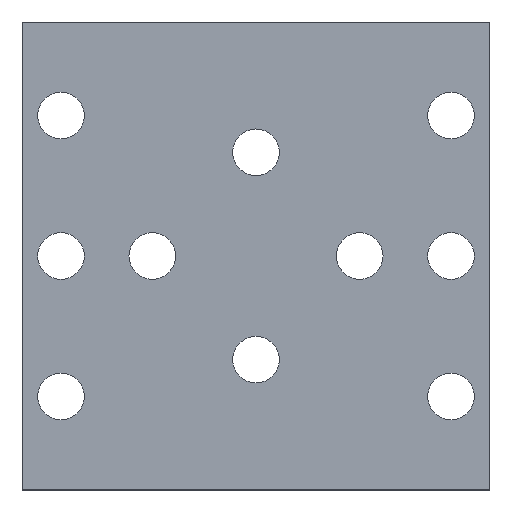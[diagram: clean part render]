
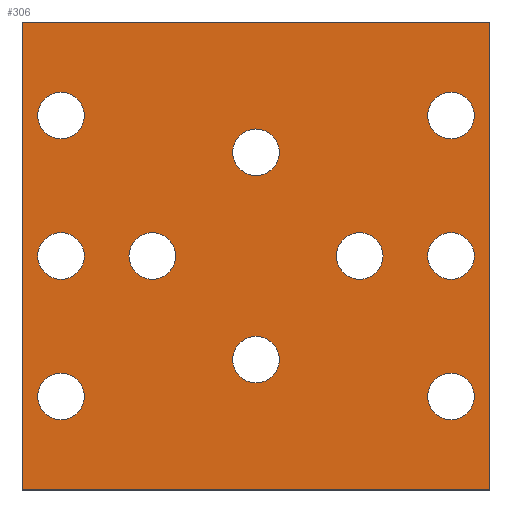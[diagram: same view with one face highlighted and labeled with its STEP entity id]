
A CAD part, top view. The second image highlights one B-rep face of the part: STEP entity #306.
In plain terms, the highlighted planar face has unit normal (0, 0, 1).
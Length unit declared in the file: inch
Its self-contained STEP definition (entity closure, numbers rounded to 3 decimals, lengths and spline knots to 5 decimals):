
#17=LINE('',#489,#29);
#20=LINE('',#495,#32);
#23=LINE('',#501,#35);
#26=LINE('',#505,#38);
#29=VECTOR('',#411,1.5);
#32=VECTOR('',#416,1.5);
#35=VECTOR('',#421,1.5);
#38=VECTOR('',#426,1.5);
#44=PLANE('',#344);
#65=FACE_BOUND('',#127,.T.);
#66=FACE_BOUND('',#128,.T.);
#67=FACE_BOUND('',#129,.T.);
#68=FACE_BOUND('',#130,.T.);
#69=FACE_BOUND('',#131,.T.);
#70=FACE_BOUND('',#132,.T.);
#71=FACE_BOUND('',#133,.T.);
#72=FACE_BOUND('',#134,.T.);
#73=FACE_BOUND('',#135,.T.);
#74=FACE_BOUND('',#136,.T.);
#90=FACE_OUTER_BOUND('',#126,.T.);
#126=EDGE_LOOP('',(#267,#268,#269,#270));
#127=EDGE_LOOP('',(#271));
#128=EDGE_LOOP('',(#272));
#129=EDGE_LOOP('',(#273));
#130=EDGE_LOOP('',(#274));
#131=EDGE_LOOP('',(#275));
#132=EDGE_LOOP('',(#276));
#133=EDGE_LOOP('',(#277));
#134=EDGE_LOOP('',(#278));
#135=EDGE_LOOP('',(#279));
#136=EDGE_LOOP('',(#280));
#138=CIRCLE('',#311,0.07475);
#140=CIRCLE('',#314,0.07475);
#142=CIRCLE('',#317,0.07475);
#144=CIRCLE('',#320,0.07475);
#146=CIRCLE('',#323,0.07475);
#148=CIRCLE('',#326,0.07475);
#150=CIRCLE('',#329,0.07475);
#152=CIRCLE('',#332,0.07475);
#154=CIRCLE('',#335,0.07475);
#156=CIRCLE('',#338,0.07475);
#158=VERTEX_POINT('',#435);
#160=VERTEX_POINT('',#440);
#162=VERTEX_POINT('',#445);
#164=VERTEX_POINT('',#450);
#166=VERTEX_POINT('',#455);
#168=VERTEX_POINT('',#460);
#170=VERTEX_POINT('',#465);
#172=VERTEX_POINT('',#470);
#174=VERTEX_POINT('',#475);
#176=VERTEX_POINT('',#480);
#179=VERTEX_POINT('',#486);
#180=VERTEX_POINT('',#488);
#182=VERTEX_POINT('',#494);
#184=VERTEX_POINT('',#500);
#186=EDGE_CURVE('',#158,#158,#138,.T.);
#188=EDGE_CURVE('',#160,#160,#140,.T.);
#190=EDGE_CURVE('',#162,#162,#142,.T.);
#192=EDGE_CURVE('',#164,#164,#144,.T.);
#194=EDGE_CURVE('',#166,#166,#146,.T.);
#196=EDGE_CURVE('',#168,#168,#148,.T.);
#198=EDGE_CURVE('',#170,#170,#150,.T.);
#200=EDGE_CURVE('',#172,#172,#152,.T.);
#202=EDGE_CURVE('',#174,#174,#154,.T.);
#204=EDGE_CURVE('',#176,#176,#156,.T.);
#207=EDGE_CURVE('',#180,#179,#17,.T.);
#210=EDGE_CURVE('',#182,#180,#20,.T.);
#213=EDGE_CURVE('',#184,#182,#23,.T.);
#216=EDGE_CURVE('',#179,#184,#26,.T.);
#267=ORIENTED_EDGE('',*,*,#216,.T.);
#268=ORIENTED_EDGE('',*,*,#213,.T.);
#269=ORIENTED_EDGE('',*,*,#210,.T.);
#270=ORIENTED_EDGE('',*,*,#207,.T.);
#271=ORIENTED_EDGE('',*,*,#186,.T.);
#272=ORIENTED_EDGE('',*,*,#188,.T.);
#273=ORIENTED_EDGE('',*,*,#190,.T.);
#274=ORIENTED_EDGE('',*,*,#192,.T.);
#275=ORIENTED_EDGE('',*,*,#194,.T.);
#276=ORIENTED_EDGE('',*,*,#196,.T.);
#277=ORIENTED_EDGE('',*,*,#198,.T.);
#278=ORIENTED_EDGE('',*,*,#200,.T.);
#279=ORIENTED_EDGE('',*,*,#202,.T.);
#280=ORIENTED_EDGE('',*,*,#204,.T.);
#306=ADVANCED_FACE('',(#90,#65,#66,#67,#68,#69,#70,#71,#72,#73,#74),#44,
 .T.);
#311=AXIS2_PLACEMENT_3D('',#436,#351,#352);
#314=AXIS2_PLACEMENT_3D('',#441,#357,#358);
#317=AXIS2_PLACEMENT_3D('',#446,#363,#364);
#320=AXIS2_PLACEMENT_3D('',#451,#369,#370);
#323=AXIS2_PLACEMENT_3D('',#456,#375,#376);
#326=AXIS2_PLACEMENT_3D('',#461,#381,#382);
#329=AXIS2_PLACEMENT_3D('',#466,#387,#388);
#332=AXIS2_PLACEMENT_3D('',#471,#393,#394);
#335=AXIS2_PLACEMENT_3D('',#476,#399,#400);
#338=AXIS2_PLACEMENT_3D('',#481,#405,#406);
#344=AXIS2_PLACEMENT_3D('',#507,#429,#430);
#351=DIRECTION('center_axis',(0.,0.,-1.));
#352=DIRECTION('ref_axis',(1.,0.,0.));
#357=DIRECTION('center_axis',(0.,0.,-1.));
#358=DIRECTION('ref_axis',(1.,0.,0.));
#363=DIRECTION('center_axis',(0.,0.,-1.));
#364=DIRECTION('ref_axis',(1.,0.,0.));
#369=DIRECTION('center_axis',(0.,0.,-1.));
#370=DIRECTION('ref_axis',(1.,0.,0.));
#375=DIRECTION('center_axis',(0.,0.,-1.));
#376=DIRECTION('ref_axis',(1.,0.,0.));
#381=DIRECTION('center_axis',(0.,0.,-1.));
#382=DIRECTION('ref_axis',(1.,0.,0.));
#387=DIRECTION('center_axis',(0.,0.,-1.));
#388=DIRECTION('ref_axis',(1.,0.,0.));
#393=DIRECTION('center_axis',(0.,0.,-1.));
#394=DIRECTION('ref_axis',(1.,0.,0.));
#399=DIRECTION('center_axis',(0.,0.,-1.));
#400=DIRECTION('ref_axis',(1.,0.,0.));
#405=DIRECTION('center_axis',(0.,0.,-1.));
#406=DIRECTION('ref_axis',(1.,0.,0.));
#411=DIRECTION('',(0.,-1.,0.));
#416=DIRECTION('',(-1.,0.,0.));
#421=DIRECTION('',(0.,1.,0.));
#426=DIRECTION('',(1.,0.,0.));
#429=DIRECTION('center_axis',(0.,0.,1.));
#430=DIRECTION('ref_axis',(1.,0.,0.));
#435=CARTESIAN_POINT('',(0.07475,-0.33234,0.03125));
#436=CARTESIAN_POINT('Origin',(0.,-0.33234,
0.03125));
#440=CARTESIAN_POINT('',(0.07475,0.33234,0.03125));
#441=CARTESIAN_POINT('Origin',(0.,0.33234,0.03125));
#445=CARTESIAN_POINT('',(0.69975,0.,0.03125));
#446=CARTESIAN_POINT('Origin',(0.625,0.,0.03125));
#450=CARTESIAN_POINT('',(-0.55025,-0.45,0.03125));
#451=CARTESIAN_POINT('Origin',(-0.625,-0.45,0.03125));
#455=CARTESIAN_POINT('',(-0.55025,0.45,0.03125));
#456=CARTESIAN_POINT('Origin',(-0.625,0.45,0.03125));
#460=CARTESIAN_POINT('',(-0.55025,0.,0.03125));
#461=CARTESIAN_POINT('Origin',(-0.625,0.,0.03125));
#465=CARTESIAN_POINT('',(0.69975,-0.45,0.03125));
#466=CARTESIAN_POINT('Origin',(0.625,-0.45,0.03125));
#470=CARTESIAN_POINT('',(0.69975,0.45,0.03125));
#471=CARTESIAN_POINT('Origin',(0.625,0.45,0.03125));
#475=CARTESIAN_POINT('',(-0.25759,0.,0.03125));
#476=CARTESIAN_POINT('Origin',(-0.33234,0.,
0.03125));
#480=CARTESIAN_POINT('',(0.40709,0.,0.03125));
#481=CARTESIAN_POINT('Origin',(0.33234,0.,0.03125));
#486=CARTESIAN_POINT('',(-0.75,-0.75,0.03125));
#488=CARTESIAN_POINT('',(-0.75,0.75,0.03125));
#489=CARTESIAN_POINT('',(-0.75,-0.75,0.03125));
#494=CARTESIAN_POINT('',(0.75,0.75,0.03125));
#495=CARTESIAN_POINT('',(-0.75,0.75,0.03125));
#500=CARTESIAN_POINT('',(0.75,-0.75,0.03125));
#501=CARTESIAN_POINT('',(0.75,0.75,0.03125));
#505=CARTESIAN_POINT('',(0.75,-0.75,0.03125));
#507=CARTESIAN_POINT('Origin',(0.,0.,
0.03125));
